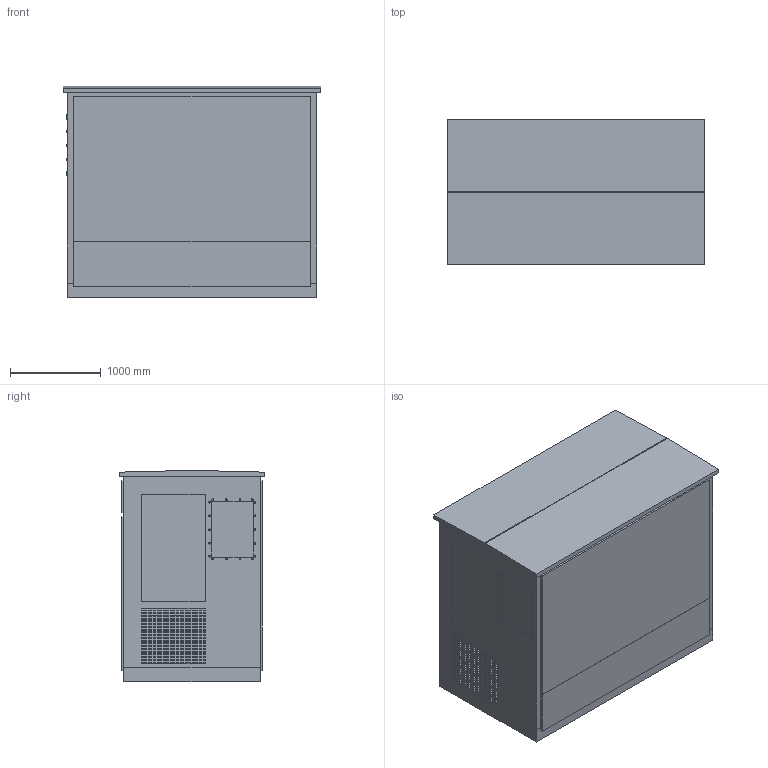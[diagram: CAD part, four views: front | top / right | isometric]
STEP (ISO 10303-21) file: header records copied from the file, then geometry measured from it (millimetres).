
FILE_DESCRIPTION(('FreeCAD Model'),'2;1');
FILE_NAME('Open CASCADE Shape Model','2025-04-30T04:51:00',('FreeCAD'),( 'FreeCAD'),'Open CASCADE STEP processor 7.6','FreeCAD','Unknown');
FILE_SCHEMA(('AUTOMOTIVE_DESIGN { 1 0 10303 214 1 1 1 1 }'));
Length unit declared in the file: millimetre
Products named in the file (1): Open CASCADE STEP translator 7.6 1
Bounding box: 2839.23 x 1603.69 x 2334.93 mm (x, y, z)
Volume: 1481456611.7 mm3; surface area: 54186411.6 mm2
Topology: 1 solids, 1 shells, 1134 faces, 3148 edges, 2004 vertices
Faces by surface type: bspline 1134
Entity records: 33658 total; most frequent: CARTESIAN_POINT 14421, ORIENTED_EDGE 6296, EDGE_CURVE 3148, B_SPLINE_CURVE_WITH_KNOTS 2716, VERTEX_POINT 2004, FACE_BOUND 1484, EDGE_LOOP 1484, ADVANCED_FACE 1134
